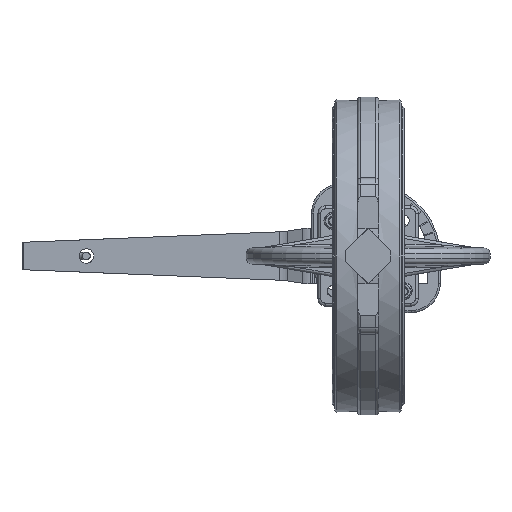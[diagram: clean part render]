
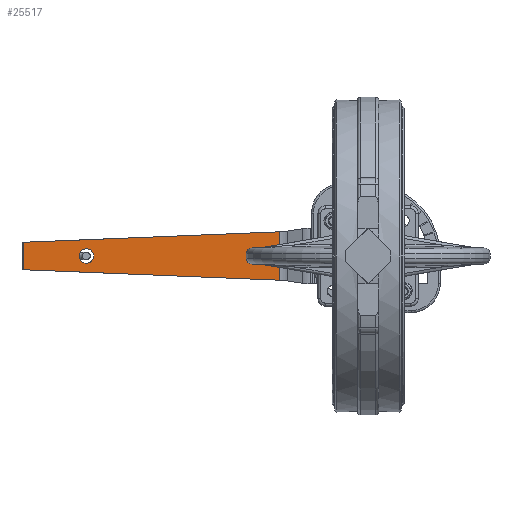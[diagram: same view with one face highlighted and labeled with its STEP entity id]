
A CAD part, front view. The second image highlights one B-rep face of the part: STEP entity #25517.
In plain terms, the highlighted planar face has unit normal (0, -1, 0).
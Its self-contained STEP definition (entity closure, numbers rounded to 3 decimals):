
#25304=CARTESIAN_POINT('',(-353.,304.5,-14.082));
#25305=VERTEX_POINT('',#25304);
#25306=CARTESIAN_POINT('',(-353.,304.5,14.082));
#25307=VERTEX_POINT('',#25306);
#25308=CARTESIAN_POINT('',(-353.,304.5,-14.082));
#25309=DIRECTION('',(0.0,0.0,1.0));
#25310=VECTOR('',#25309,28.164);
#25311=LINE('',#25308,#25310);
#25312=EDGE_CURVE('',#25305,#25307,#25311,.T.);
#25447=CARTESIAN_POINT('',(-90.765,304.5,24.825));
#25448=VERTEX_POINT('',#25447);
#25449=CARTESIAN_POINT('',(-90.765,304.5,24.825));
#25450=DIRECTION('',(-0.999,0.0,-0.041));
#25451=VECTOR('',#25450,262.455);
#25452=LINE('',#25449,#25451);
#25453=EDGE_CURVE('',#25448,#25307,#25452,.T.);
#25483=CARTESIAN_POINT('',(-86.5,304.5,-25.));
#25484=DIRECTION('',(0.0,-1.0,0.0));
#25485=DIRECTION('',(0.0,0.0,-1.0));
#25486=AXIS2_PLACEMENT_3D('',#25483,#25484,#25485);
#25487=PLANE('',#25486);
#25488=ORIENTED_EDGE('',*,*,#25312,.F.);
#25489=CARTESIAN_POINT('',(-90.765,304.5,-24.825));
#25490=VERTEX_POINT('',#25489);
#25491=CARTESIAN_POINT('',(-90.765,304.5,-24.825));
#25492=DIRECTION('',(-0.999,0.0,0.041));
#25493=VECTOR('',#25492,262.455);
#25494=LINE('',#25491,#25493);
#25495=EDGE_CURVE('',#25490,#25305,#25494,.T.);
#25496=ORIENTED_EDGE('',*,*,#25495,.F.);
#25497=CARTESIAN_POINT('',(-90.765,304.5,24.825));
#25498=DIRECTION('',(0.0,0.0,-1.0));
#25499=VECTOR('',#25498,49.651);
#25500=LINE('',#25497,#25499);
#25501=EDGE_CURVE('',#25448,#25490,#25500,.T.);
#25502=ORIENTED_EDGE('',*,*,#25501,.F.);
#25503=ORIENTED_EDGE('',*,*,#25453,.T.);
#25504=EDGE_LOOP('',(#25488,#25496,#25502,#25503));
#25505=FACE_OUTER_BOUND('',#25504,.T.);
#25506=CARTESIAN_POINT('',(-289.,304.5,-7.5));
#25507=VERTEX_POINT('',#25506);
#25508=CARTESIAN_POINT('',(-289.,304.5,0.));
#25509=DIRECTION('',(0.0,1.0,0.0));
#25510=DIRECTION('',(0.0,0.0,1.0));
#25511=AXIS2_PLACEMENT_3D('',#25508,#25509,#25510);
#25512=CIRCLE('',#25511,7.5);
#25513=EDGE_CURVE('',#25507,#25507,#25512,.T.);
#25514=ORIENTED_EDGE('',*,*,#25513,.T.);
#25515=EDGE_LOOP('',(#25514));
#25516=FACE_BOUND('',#25515,.T.);
#25517=ADVANCED_FACE('',(#25505,#25516),#25487,.T.);
